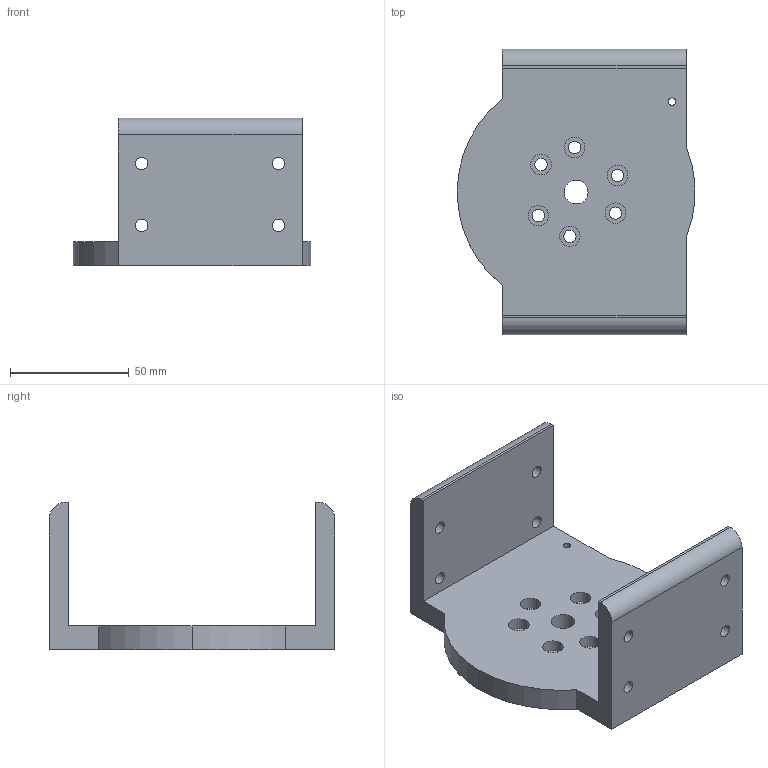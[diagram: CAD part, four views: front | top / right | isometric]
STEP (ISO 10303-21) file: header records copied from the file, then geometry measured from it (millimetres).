
FILE_DESCRIPTION (( 'STEP AP214' ), '1' );
FILE_NAME ('Joint_1_2_connector.STEP', '2021-04-07T09:57:23', ( '' ), ( '' ), 'SwSTEP 2.0', 'SolidWorks 2020', '' );
FILE_SCHEMA (( 'AUTOMOTIVE_DESIGN' ));
Length unit declared in the file: millimetre
Products named in the file (1): Joint_1_2_connector
Bounding box: 99.85 x 120 x 62 mm (x, y, z)
Volume: 162149.4 mm3; surface area: 44126 mm2
Topology: 1 solids, 1 shells, 67 faces, 177 edges, 118 vertices
Faces by surface type: cylinder 49, plane 18
Entity records: 2227 total; most frequent: DIRECTION 411, CARTESIAN_POINT 363, ORIENTED_EDGE 354, EDGE_CURVE 177, AXIS2_PLACEMENT_3D 166, VERTEX_POINT 118, EDGE_LOOP 105, CIRCLE 98
